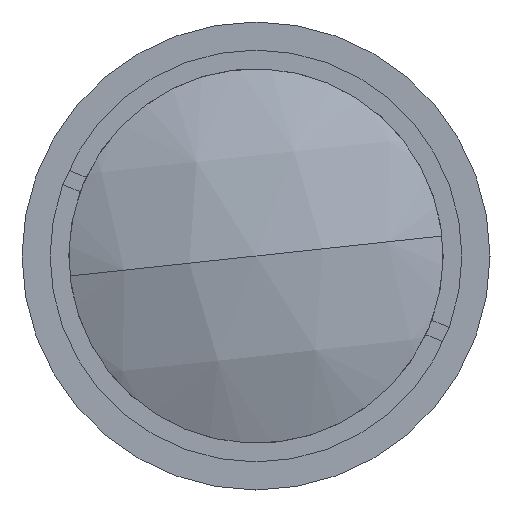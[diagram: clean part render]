
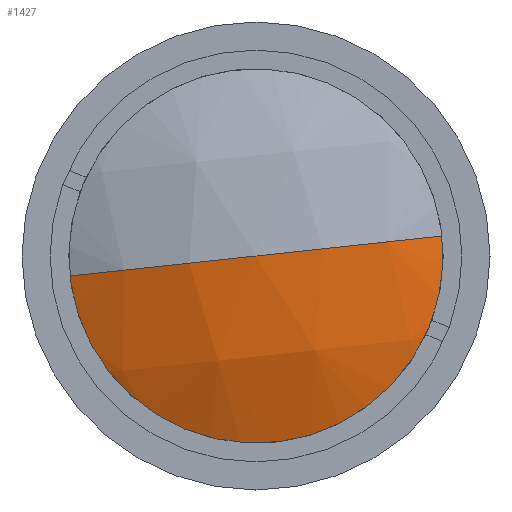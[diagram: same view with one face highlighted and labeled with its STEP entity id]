
A CAD part, left-side view. The second image highlights one B-rep face of the part: STEP entity #1427.
In plain terms, the highlighted spherical face has radius 28.98 mm.
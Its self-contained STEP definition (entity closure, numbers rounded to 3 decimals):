
#1 = CIRCLE ( 'NONE', #441, 28.98 ) ;
#6 = SPHERICAL_SURFACE ( 'NONE', #1150, 28.98 ) ;
#68 = ORIENTED_EDGE ( 'NONE', *, *, #1368, .T. ) ;
#75 = CARTESIAN_POINT ( 'NONE',  ( 4.331, 12.428, -1.335 ) ) ;
#83 = CIRCLE ( 'NONE', #1708, 12.5 ) ;
#334 = VERTEX_POINT ( 'NONE', #1426 ) ;
#441 = AXIS2_PLACEMENT_3D ( 'NONE', #830, #648, #1251 ) ;
#457 = DIRECTION ( 'NONE',  ( 0., 0.994, -0.107 ) ) ;
#460 = ORIENTED_EDGE ( 'NONE', *, *, #1049, .T. ) ;
#560 = DIRECTION ( 'NONE',  ( 0., -0.107, -0.994 ) ) ;
#561 = DIRECTION ( 'NONE',  ( 0., 0.107, 0.994 ) ) ;
#569 = DIRECTION ( 'NONE',  ( -1., 0., 0. ) ) ;
#575 = CIRCLE ( 'NONE', #2104, 28.98 ) ;
#576 = CARTESIAN_POINT ( 'NONE',  ( 4.331, 0., 0. ) ) ;
#591 = CARTESIAN_POINT ( 'NONE',  ( 30.477, 0., 0. ) ) ;
#648 = DIRECTION ( 'NONE',  ( 0., 0.107, 0.994 ) ) ;
#830 = CARTESIAN_POINT ( 'NONE',  ( 30.477, 0., 0. ) ) ;
#903 = FACE_OUTER_BOUND ( 'NONE', #1704, .T. ) ;
#1049 = EDGE_CURVE ( 'NONE', #334, #1317, #575, .T. ) ;
#1150 = AXIS2_PLACEMENT_3D ( 'NONE', #1677, #1687, #1191 ) ;
#1191 = DIRECTION ( 'NONE',  ( 0., 0.994, -0.107 ) ) ;
#1251 = DIRECTION ( 'NONE',  ( 0., -0.994, 0.107 ) ) ;
#1317 = VERTEX_POINT ( 'NONE', #2023 ) ;
#1368 = EDGE_CURVE ( 'NONE', #1650, #334, #83, .T. ) ;
#1426 = CARTESIAN_POINT ( 'NONE',  ( 4.331, -12.428, 1.335 ) ) ;
#1427 = ADVANCED_FACE ( 'NONE', ( #903 ), #6, .T. ) ;
#1623 = ORIENTED_EDGE ( 'NONE', *, *, #1990, .F. ) ;
#1650 = VERTEX_POINT ( 'NONE', #75 ) ;
#1677 = CARTESIAN_POINT ( 'NONE',  ( 30.477, 0., 0. ) ) ;
#1687 = DIRECTION ( 'NONE',  ( 0., -0.107, -0.994 ) ) ;
#1704 = EDGE_LOOP ( 'NONE', ( #68, #460, #1623 ) ) ;
#1708 = AXIS2_PLACEMENT_3D ( 'NONE', #576, #569, #561 ) ;
#1990 = EDGE_CURVE ( 'NONE', #1650, #1317, #1, .T. ) ;
#2023 = CARTESIAN_POINT ( 'NONE',  ( 1.497, 0., 0. ) ) ;
#2104 = AXIS2_PLACEMENT_3D ( 'NONE', #591, #560, #457 ) ;
